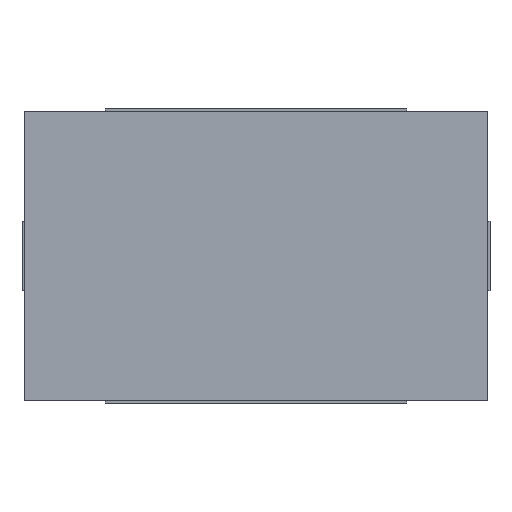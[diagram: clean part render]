
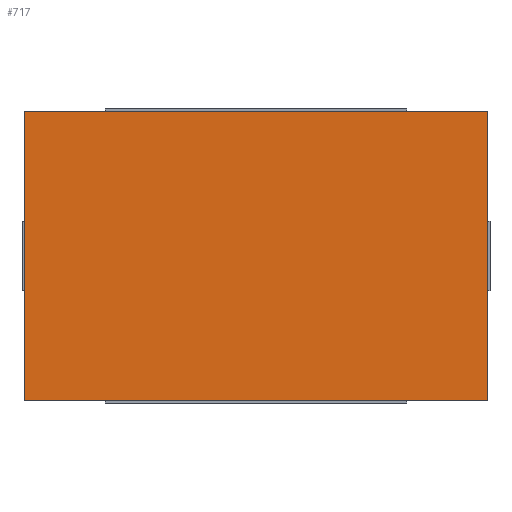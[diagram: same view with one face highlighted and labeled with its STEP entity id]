
A CAD part, front view. The second image highlights one B-rep face of the part: STEP entity #717.
In plain terms, the highlighted planar face has unit normal (0, -1, 0).
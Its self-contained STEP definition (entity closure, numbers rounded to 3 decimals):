
#43=FACE_OUTER_BOUND('',#87,.T.);
#87=EDGE_LOOP('',(#544,#545,#546,#547));
#142=LINE('',#1054,#238);
#146=LINE('',#1062,#242);
#149=LINE('',#1068,#245);
#152=LINE('',#1073,#248);
#238=VECTOR('',#863,10.);
#242=VECTOR('',#869,10.);
#245=VECTOR('',#874,10.);
#248=VECTOR('',#879,10.);
#324=VERTEX_POINT('',#1052);
#325=VERTEX_POINT('',#1053);
#328=VERTEX_POINT('',#1061);
#330=VERTEX_POINT('',#1067);
#398=EDGE_CURVE('',#324,#325,#142,.T.);
#402=EDGE_CURVE('',#328,#324,#146,.T.);
#405=EDGE_CURVE('',#330,#328,#149,.T.);
#408=EDGE_CURVE('',#325,#330,#152,.T.);
#544=ORIENTED_EDGE('',*,*,#408,.F.);
#545=ORIENTED_EDGE('',*,*,#398,.F.);
#546=ORIENTED_EDGE('',*,*,#402,.F.);
#547=ORIENTED_EDGE('',*,*,#405,.F.);
#674=PLANE('',#778);
#717=ADVANCED_FACE('',(#43),#674,.F.);
#778=AXIS2_PLACEMENT_3D('',#1076,#883,#884);
#863=DIRECTION('',(1.,0.,0.));
#869=DIRECTION('',(0.,0.,1.));
#874=DIRECTION('',(-1.,0.,0.));
#879=DIRECTION('',(0.,0.,-1.));
#883=DIRECTION('center_axis',(0.,1.,0.));
#884=DIRECTION('ref_axis',(1.,0.,0.));
#1052=CARTESIAN_POINT('',(-1.,0.,0.625));
#1053=CARTESIAN_POINT('',(1.,0.,0.625));
#1054=CARTESIAN_POINT('',(-1.,0.,0.625));
#1061=CARTESIAN_POINT('',(-1.,0.,-0.625));
#1062=CARTESIAN_POINT('',(-1.,0.,-0.625));
#1067=CARTESIAN_POINT('',(1.,0.,-0.625));
#1068=CARTESIAN_POINT('',(1.,0.,-0.625));
#1073=CARTESIAN_POINT('',(1.,0.,0.625));
#1076=CARTESIAN_POINT('Origin',(0.,0.,0.));
